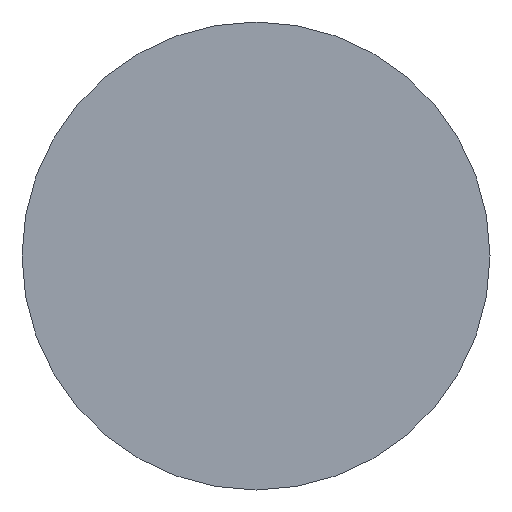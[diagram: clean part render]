
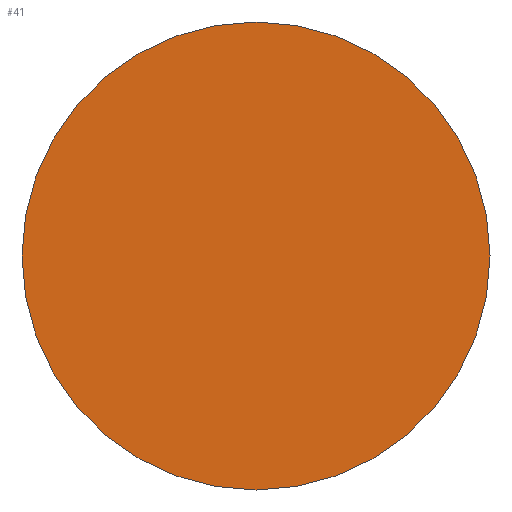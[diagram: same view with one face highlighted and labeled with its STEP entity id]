
A CAD part, front view. The second image highlights one B-rep face of the part: STEP entity #41.
In plain terms, the highlighted planar face has unit normal (0, -1, 0).
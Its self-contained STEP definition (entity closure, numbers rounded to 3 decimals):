
#15=PLANE('',#48);
#19=FACE_OUTER_BOUND('',#23,.T.);
#23=EDGE_LOOP('',(#33));
#25=CIRCLE('',#46,55.);
#27=VERTEX_POINT('',#65);
#29=EDGE_CURVE('',#27,#27,#25,.T.);
#33=ORIENTED_EDGE('',*,*,#29,.F.);
#41=ADVANCED_FACE('',(#19),#15,.T.);
#46=AXIS2_PLACEMENT_3D('',#66,#55,#56);
#48=AXIS2_PLACEMENT_3D('',#68,#59,#60);
#55=DIRECTION('center_axis',(0.,1.,0.));
#56=DIRECTION('ref_axis',(1.,0.,0.));
#59=DIRECTION('center_axis',(0.,-1.,0.));
#60=DIRECTION('ref_axis',(0.,0.,-1.));
#65=CARTESIAN_POINT('',(-55.,0.,0.));
#66=CARTESIAN_POINT('Origin',(0.,0.,0.));
#68=CARTESIAN_POINT('Origin',(-55.,0.,0.));
